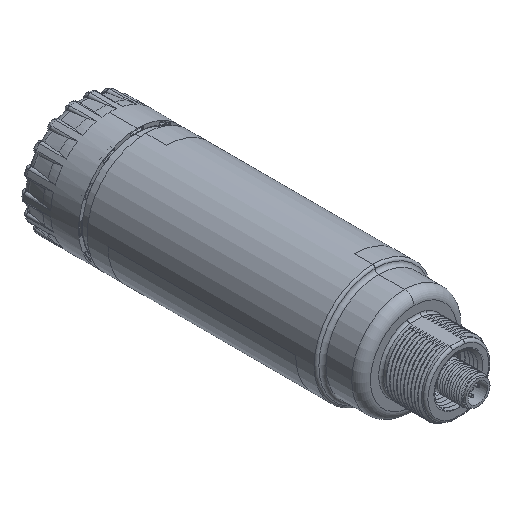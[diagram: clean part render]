
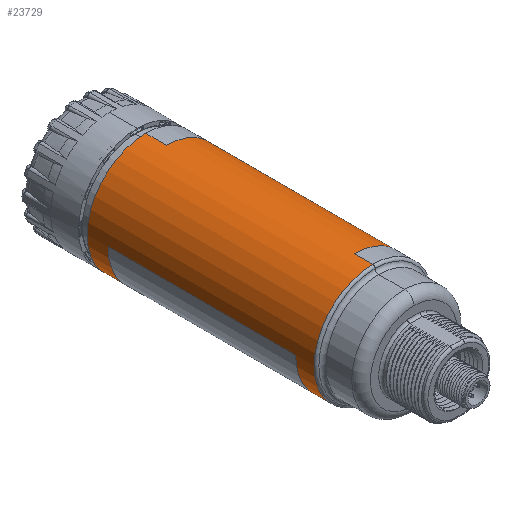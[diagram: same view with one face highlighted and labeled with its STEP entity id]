
A CAD part, isometric view. The second image highlights one B-rep face of the part: STEP entity #23729.
In plain terms, the highlighted cylindrical face has radius 25 mm (diameter 50 mm), a partial arc.
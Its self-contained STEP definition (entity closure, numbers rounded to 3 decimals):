
#2229=DIRECTION('',(0.,1.,0.));
#2230=VECTOR('',#2229,80.);
#2231=CARTESIAN_POINT('',(-25.,22.4,0.));
#2232=LINE('',#2231,#2230);
#2233=CARTESIAN_POINT('',(0.,111.3,0.));
#2234=DIRECTION('',(0.,1.,0.));
#2235=DIRECTION('',(0.,0.,-1.));
#2236=AXIS2_PLACEMENT_3D('',#2233,#2234,#2235);
#2238=CARTESIAN_POINT('',(0.,102.4,0.));
#2239=DIRECTION('',(0.,-1.,0.));
#2240=DIRECTION('',(1.,0.,0.));
#2241=AXIS2_PLACEMENT_3D('',#2238,#2239,#2240);
#2243=DIRECTION('',(0.,1.,0.));
#2244=VECTOR('',#2243,7.9);
#2245=CARTESIAN_POINT('',(0.,14.5,25.));
#2246=LINE('',#2245,#2244);
#2247=CARTESIAN_POINT('',(0.,14.5,0.));
#2248=DIRECTION('',(0.,-1.,0.));
#2249=DIRECTION('',(0.,0.,1.));
#2250=AXIS2_PLACEMENT_3D('',#2247,#2248,#2249);
#2252=DIRECTION('',(0.,1.,0.));
#2253=VECTOR('',#2252,7.9);
#2254=CARTESIAN_POINT('',(0.,14.5,-25.));
#2255=LINE('',#2254,#2253);
#2256=CARTESIAN_POINT('',(0.,22.4,0.));
#2257=DIRECTION('',(0.,-1.,0.));
#2258=DIRECTION('',(-1.,0.,0.));
#2259=AXIS2_PLACEMENT_3D('',#2256,#2257,#2258);
#2261=DIRECTION('',(0.,1.,0.));
#2262=VECTOR('',#2261,80.);
#2263=CARTESIAN_POINT('',(25.,22.4,0.));
#2264=LINE('',#2263,#2262);
#2265=DIRECTION('',(0.,-1.,0.));
#2266=VECTOR('',#2265,8.9);
#2267=CARTESIAN_POINT('',(0.,111.3,25.));
#2268=LINE('',#2267,#2266);
#2274=DIRECTION('',(0.,-1.,0.));
#2275=VECTOR('',#2274,8.9);
#2276=CARTESIAN_POINT('',(0.,111.3,-25.));
#2277=LINE('',#2276,#2275);
#2278=CARTESIAN_POINT('',(0.,102.4,0.));
#2279=DIRECTION('',(0.,-1.,0.));
#2280=DIRECTION('',(-1.,0.,0.));
#2281=AXIS2_PLACEMENT_3D('',#2278,#2279,#2280);
#2288=CARTESIAN_POINT('',(0.,22.4,0.));
#2289=DIRECTION('',(0.,-1.,0.));
#2290=DIRECTION('',(1.,0.,0.));
#2291=AXIS2_PLACEMENT_3D('',#2288,#2289,#2290);
#19694=CARTESIAN_POINT('',(0.,14.5,-25.));
#19695=CARTESIAN_POINT('',(0.,14.5,25.));
#19696=VERTEX_POINT('',#19694);
#19697=VERTEX_POINT('',#19695);
#19698=CARTESIAN_POINT('',(25.,22.4,0.));
#19699=CARTESIAN_POINT('',(0.,22.4,25.));
#19700=VERTEX_POINT('',#19698);
#19701=VERTEX_POINT('',#19699);
#19702=CARTESIAN_POINT('',(-25.,22.4,0.));
#19703=CARTESIAN_POINT('',(0.,22.4,-25.));
#19704=VERTEX_POINT('',#19702);
#19705=VERTEX_POINT('',#19703);
#19928=CARTESIAN_POINT('',(0.,111.3,-25.));
#19929=CARTESIAN_POINT('',(0.,111.3,25.));
#19930=VERTEX_POINT('',#19928);
#19931=VERTEX_POINT('',#19929);
#19980=CARTESIAN_POINT('',(-25.,102.4,0.));
#19981=CARTESIAN_POINT('',(0.,102.4,-25.));
#19982=VERTEX_POINT('',#19980);
#19983=VERTEX_POINT('',#19981);
#19984=CARTESIAN_POINT('',(25.,102.4,0.));
#19985=CARTESIAN_POINT('',(0.,102.4,25.));
#19986=VERTEX_POINT('',#19984);
#19987=VERTEX_POINT('',#19985);
#23699=CARTESIAN_POINT('',(0.,24.62,0.));
#23700=DIRECTION('',(0.,-1.,0.));
#23701=DIRECTION('',(0.,0.,1.));
#23702=AXIS2_PLACEMENT_3D('',#23699,#23700,#23701);
#23703=CYLINDRICAL_SURFACE('',#23702,25.);
#23705=ORIENTED_EDGE('',*,*,#23704,.T.);
#23707=ORIENTED_EDGE('',*,*,#23706,.T.);
#23709=ORIENTED_EDGE('',*,*,#23708,.F.);
#23711=ORIENTED_EDGE('',*,*,#23710,.T.);
#23713=ORIENTED_EDGE('',*,*,#23712,.T.);
#23715=ORIENTED_EDGE('',*,*,#23714,.F.);
#23717=ORIENTED_EDGE('',*,*,#23716,.F.);
#23719=ORIENTED_EDGE('',*,*,#23718,.T.);
#23721=ORIENTED_EDGE('',*,*,#23720,.F.);
#23722=ORIENTED_EDGE('',*,*,#23689,.T.);
#23724=ORIENTED_EDGE('',*,*,#23723,.T.);
#23726=ORIENTED_EDGE('',*,*,#23725,.F.);
#23727=EDGE_LOOP('',(#23705,#23707,#23709,#23711,#23713,#23715,#23717,#23719,
#23721,#23722,#23724,#23726));
#23728=FACE_OUTER_BOUND('',#23727,.F.);
#23729=ADVANCED_FACE('',(#23728),#23703,.T.);
#2237=CIRCLE('',#2236,25.);
#2242=CIRCLE('',#2241,25.);
#2251=CIRCLE('',#2250,25.);
#2260=CIRCLE('',#2259,25.);
#2282=CIRCLE('',#2281,25.);
#2292=CIRCLE('',#2291,25.);
#23689=EDGE_CURVE('',#19697,#19696,#2251,.T.);
#23704=EDGE_CURVE('',#19704,#19982,#2232,.T.);
#23706=EDGE_CURVE('',#19982,#19983,#2282,.T.);
#23708=EDGE_CURVE('',#19930,#19983,#2277,.T.);
#23710=EDGE_CURVE('',#19930,#19931,#2237,.T.);
#23712=EDGE_CURVE('',#19931,#19987,#2268,.T.);
#23714=EDGE_CURVE('',#19986,#19987,#2242,.T.);
#23716=EDGE_CURVE('',#19700,#19986,#2264,.T.);
#23718=EDGE_CURVE('',#19700,#19701,#2292,.T.);
#23720=EDGE_CURVE('',#19697,#19701,#2246,.T.);
#23723=EDGE_CURVE('',#19696,#19705,#2255,.T.);
#23725=EDGE_CURVE('',#19704,#19705,#2260,.T.);
